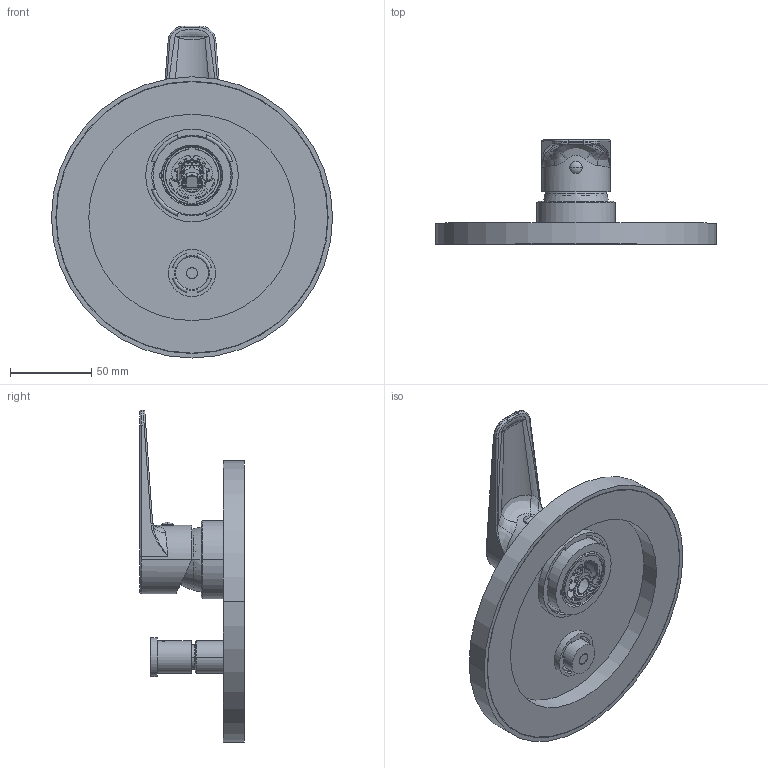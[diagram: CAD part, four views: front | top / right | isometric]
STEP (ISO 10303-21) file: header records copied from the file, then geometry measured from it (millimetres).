
FILE_DESCRIPTION((''),'2;1');
FILE_NAME('OGBOX015CR','2024-09-09T08:27:13',('simone.bertoli'),('PAFFONI SpA'),'CREO PARAMETRIC BY PTC INC, 2022124','CREO PARAMETRIC BY PTC INC, 2022124','');
FILE_SCHEMA(('CONFIG_CONTROL_DESIGN','SHAPE_APPEARANCE_LAYERS_GROUPS'));
Length unit declared in the file: millimetre
Products named in the file (1): OGBOX015CR
Bounding box: 173 x 64.2 x 204.25 mm (x, y, z)
Volume: 236569.1 mm3; surface area: 119473.2 mm2
Topology: 18 solids, 18 shells, 731 faces, 1967 edges, 1287 vertices
Faces by surface type: plane 314, cylinder 291, cone 48, bspline 47, torus 29, sphere 2
Entity records: 35893 total; most frequent: CARTESIAN_POINT 13283, ORIENTED_EDGE 3922, DIRECTION 3658, EDGE_CURVE 1961, AXIS2_PLACEMENT_3D 1355, VERTEX_POINT 1287, VECTOR 948, LINE 948
